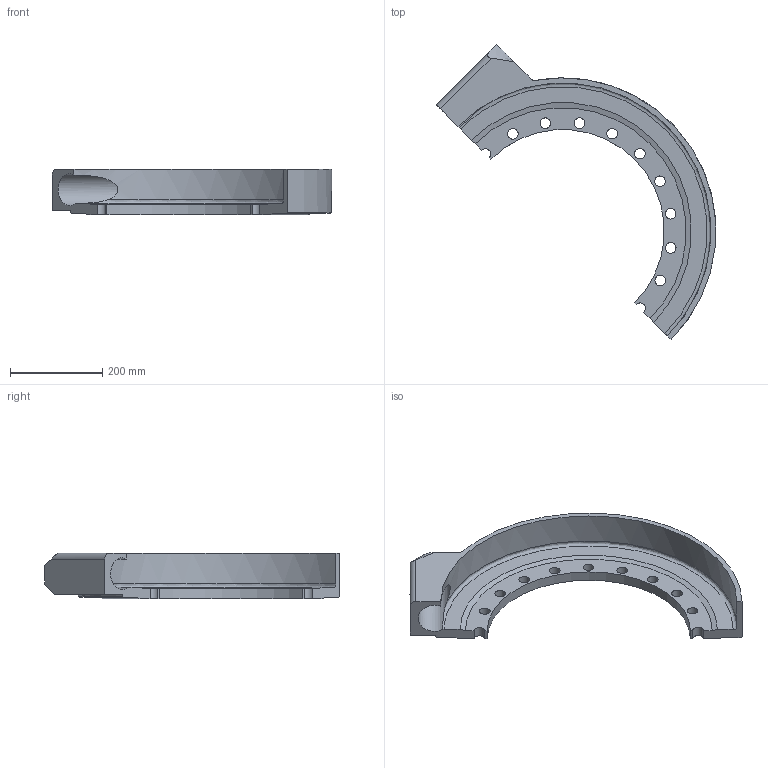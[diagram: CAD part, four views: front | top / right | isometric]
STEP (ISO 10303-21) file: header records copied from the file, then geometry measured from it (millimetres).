
FILE_DESCRIPTION( ( '' ), ' ' );
FILE_NAME( '5dfa4c0a4e01b0126b942687.step', '2019-12-18T15:55:54', ( '' ), ( '' ), ' ', ' ', ' ' );
FILE_SCHEMA( ( 'AUTOMOTIVE_DESIGN { 1 0 10303 214 1 1 1 1 }' ) );
Length unit declared in the file: metre
Products named in the file (1): Part 10
Bounding box: 606.45 x 640.3 x 99.2 mm (x, y, z)
Volume: 3490983.8 mm3; surface area: 455200.1 mm2
Topology: 1 solids, 1 shells, 35 faces, 104 edges, 70 vertices
Faces by surface type: cylinder 17, plane 12, bspline 3, cone 3
Full cylindrical faces by diameter (mm): 23.05 x9, 69.2 x1
Entity records: 2321 total; most frequent: CARTESIAN_POINT 1092, ORIENTED_EDGE 186, DIRECTION 182, EDGE_CURVE 93, AXIS2_PLACEMENT_3D 71, VERTEX_POINT 69, EDGE_LOOP 64, FACE_OUTER_BOUND 45
